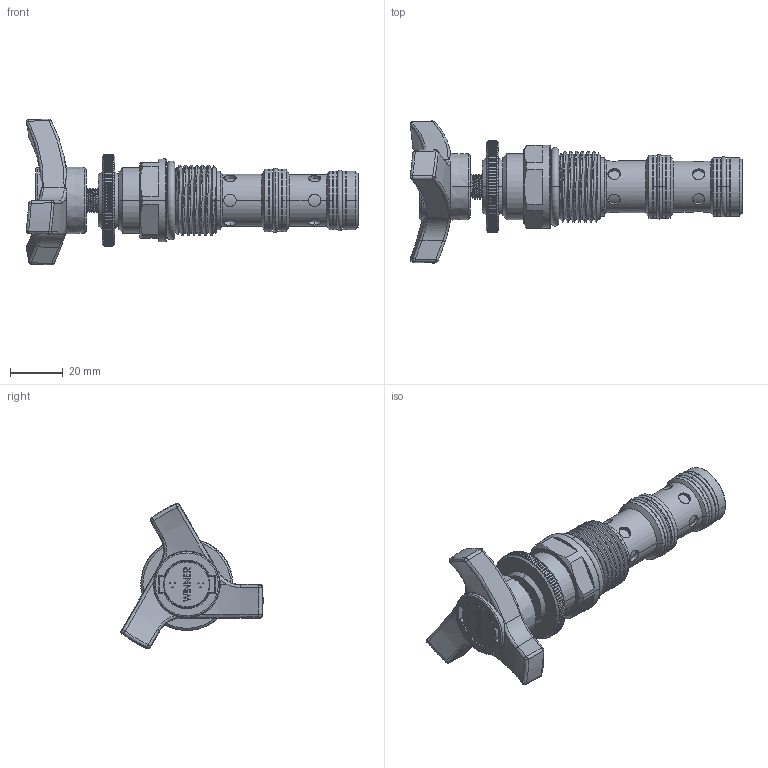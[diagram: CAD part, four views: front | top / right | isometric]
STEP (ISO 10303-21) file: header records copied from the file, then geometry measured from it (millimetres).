
FILE_DESCRIPTION (( 'STEP AP203' ), '1' );
FILE_NAME ('FR12W36-T.STEP', '2016-05-24T06:01:48', ( '' ), ( '' ), 'SwSTEP 2.0', 'SolidWorks 2012', '' );
FILE_SCHEMA (( 'CONFIG_CONTROL_DESIGN' ));
Length unit declared in the file: millimetre
Products named in the file (1): FR12W36-T
Bounding box: 126.13 x 54.02 x 55.33 mm (x, y, z)
Volume: 61258.4 mm3; surface area: 20138.4 mm2
Topology: 4 solids, 5 shells, 906 faces, 2408 edges, 1524 vertices
Faces by surface type: plane 366, cylinder 256, bspline 119, cone 80, torus 45, sphere 40
Entity records: 68051 total; most frequent: CARTESIAN_POINT 47287, ORIENTED_EDGE 4770, DIRECTION 3808, EDGE_CURVE 2385, VERTEX_POINT 1518, AXIS2_PLACEMENT_3D 1494, EDGE_LOOP 953, FACE_OUTER_BOUND 906
